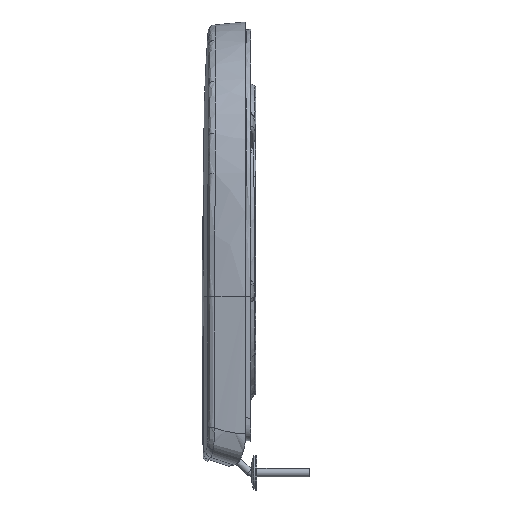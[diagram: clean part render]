
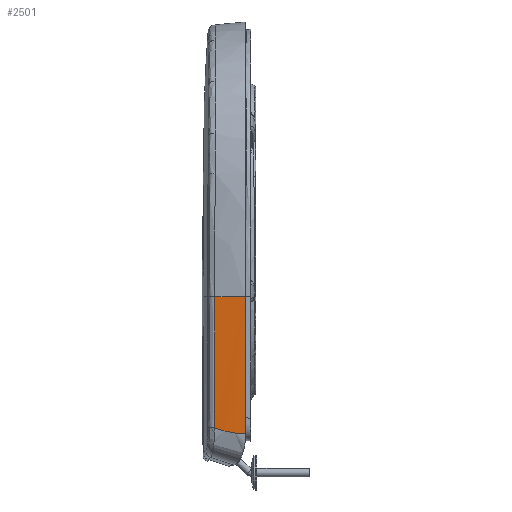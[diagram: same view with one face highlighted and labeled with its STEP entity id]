
A CAD part, left-side view. The second image highlights one B-rep face of the part: STEP entity #2501.
In plain terms, the highlighted free-form (B-spline) face has degree [3, 2] with [4, 5] control points.
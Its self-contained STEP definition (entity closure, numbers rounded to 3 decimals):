
#212=B_SPLINE_SURFACE_WITH_KNOTS('',3,2,((#14343,#14344,#14345,#14346,#14347),
(#14348,#14349,#14350,#14351,#14352),(#14353,#14354,#14355,#14356,#14357),
(#14358,#14359,#14360,#14361,#14362)),.UNSPECIFIED.,.F.,.F.,.F.,(4,4),(3,
2,3),(0.,1.),(0.,0.01,1.),.UNSPECIFIED.);
#723=B_SPLINE_CURVE_WITH_KNOTS('',3,(#9896,#9897,#9898,#9899,#9900,#9901,
#9902,#9903,#9904,#9905),.UNSPECIFIED.,.F.,.F.,(4,2,2,2,4),(0.,0.25,0.5,
0.75,1.),.UNSPECIFIED.);
#854=B_SPLINE_CURVE_WITH_KNOTS('',2,(#14320,#14321,#14322),
 .UNSPECIFIED.,.F.,.F.,(3,3),(0.,1.),.UNSPECIFIED.);
#855=B_SPLINE_CURVE_WITH_KNOTS('',6,(#14324,#14325,#14326,#14327,#14328,
#14329,#14330),.UNSPECIFIED.,.F.,.F.,(7,7),(0.,1.),.UNSPECIFIED.);
#856=B_SPLINE_CURVE_WITH_KNOTS('',5,(#14332,#14333,#14334,#14335,#14336,
#14337,#14338,#14339,#14340,#14341,#14342),.UNSPECIFIED.,.F.,.F.,(6,5,6),
(0.,0.,1.),.UNSPECIFIED.);
#1981=FACE_OUTER_BOUND('',#3162,.T.);
#2501=ADVANCED_FACE('NONE',(#1981),#212,.T.);
#3162=EDGE_LOOP('',(#3987,#3988,#3989,#3990));
#3987=ORIENTED_EDGE('',*,*,#7318,.F.);
#3988=ORIENTED_EDGE('',*,*,#7319,.F.);
#3989=ORIENTED_EDGE('',*,*,#7320,.F.);
#3990=ORIENTED_EDGE('',*,*,#7172,.T.);
#6340=VERTEX_POINT('',#9895);
#6341=VERTEX_POINT('',#9906);
#6430=VERTEX_POINT('',#14323);
#6431=VERTEX_POINT('',#14331);
#7172=EDGE_CURVE('NONE',#6341,#6340,#723,.T.);
#7318=EDGE_CURVE('NONE',#6430,#6340,#854,.T.);
#7319=EDGE_CURVE('NONE',#6431,#6430,#855,.T.);
#7320=EDGE_CURVE('NONE',#6341,#6431,#856,.T.);
#9895=CARTESIAN_POINT('',(-183.997,-14.,150.425));
#9896=CARTESIAN_POINT('',(-182.914,-14.,20.134));
#9897=CARTESIAN_POINT('',(-183.148,-14.,36.225));
#9898=CARTESIAN_POINT('',(-183.321,-14.,51.739));
#9899=CARTESIAN_POINT('',(-183.588,-14.,80.046));
#9900=CARTESIAN_POINT('',(-183.683,-14.,92.846));
#9901=CARTESIAN_POINT('',(-183.828,-14.,115.054));
#9902=CARTESIAN_POINT('',(-183.878,-14.,124.469));
#9903=CARTESIAN_POINT('',(-183.952,-14.,139.891));
#9904=CARTESIAN_POINT('',(-183.977,-14.,145.903));
#9905=CARTESIAN_POINT('',(-183.997,-14.,150.425));
#9906=CARTESIAN_POINT('',(-182.914,-14.,20.134));
#14320=CARTESIAN_POINT('',(-180.392,14.93,150.44));
#14321=CARTESIAN_POINT('',(-182.794,0.438,150.43));
#14322=CARTESIAN_POINT('',(-183.997,-14.,150.425));
#14323=CARTESIAN_POINT('',(-180.392,14.93,150.44));
#14324=CARTESIAN_POINT('',(-179.034,14.966,25.873));
#14325=CARTESIAN_POINT('',(-179.383,14.977,46.632));
#14326=CARTESIAN_POINT('',(-179.664,14.983,67.392));
#14327=CARTESIAN_POINT('',(-179.894,14.981,88.153));
#14328=CARTESIAN_POINT('',(-180.097,14.972,108.914));
#14329=CARTESIAN_POINT('',(-180.254,14.952,129.675));
#14330=CARTESIAN_POINT('',(-180.392,14.93,150.44));
#14331=CARTESIAN_POINT('',(-179.034,14.966,25.873));
#14332=CARTESIAN_POINT('',(-182.914,-14.,20.134));
#14333=CARTESIAN_POINT('',(-182.914,-14.,20.134));
#14334=CARTESIAN_POINT('',(-182.914,-14.,20.134));
#14335=CARTESIAN_POINT('',(-182.914,-14.,20.134));
#14336=CARTESIAN_POINT('',(-182.914,-14.,20.134));
#14337=CARTESIAN_POINT('',(-182.914,-14.,20.134));
#14338=CARTESIAN_POINT('',(-182.336,-8.032,19.956));
#14339=CARTESIAN_POINT('',(-181.64,-2.051,20.561));
#14340=CARTESIAN_POINT('',(-180.844,3.798,21.85));
#14341=CARTESIAN_POINT('',(-179.972,9.47,23.656));
#14342=CARTESIAN_POINT('',(-179.034,14.966,25.873));
#14343=CARTESIAN_POINT('',(-179.858,-14.383,-83.85));
#14344=CARTESIAN_POINT('',(-179.837,-14.191,-83.848));
#14345=CARTESIAN_POINT('',(-179.816,-14.,-83.847));
#14346=CARTESIAN_POINT('',(-177.722,5.133,-83.69));
#14347=CARTESIAN_POINT('',(-173.52,24.469,-83.375));
#14348=CARTESIAN_POINT('',(-183.267,-14.383,-36.19));
#14349=CARTESIAN_POINT('',(-183.247,-14.191,-36.19));
#14350=CARTESIAN_POINT('',(-183.228,-14.,-36.191));
#14351=CARTESIAN_POINT('',(-181.277,5.149,-36.211));
#14352=CARTESIAN_POINT('',(-177.243,24.466,-36.243));
#14353=CARTESIAN_POINT('',(-183.848,-14.398,107.625));
#14354=CARTESIAN_POINT('',(-183.831,-14.206,107.625));
#14355=CARTESIAN_POINT('',(-183.815,-14.015,107.625));
#14356=CARTESIAN_POINT('',(-182.152,5.151,107.665));
#14357=CARTESIAN_POINT('',(-178.381,24.465,107.749));
#14358=CARTESIAN_POINT('',(-184.029,-14.384,150.425));
#14359=CARTESIAN_POINT('',(-184.013,-14.192,150.425));
#14360=CARTESIAN_POINT('',(-183.997,-14.,150.425));
#14361=CARTESIAN_POINT('',(-182.398,5.181,150.432));
#14362=CARTESIAN_POINT('',(-178.684,24.459,150.447));
